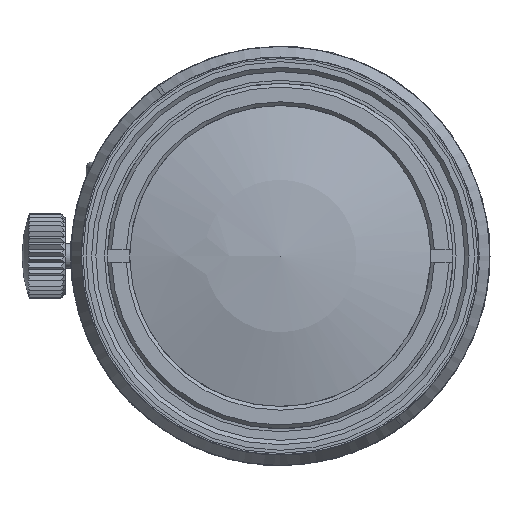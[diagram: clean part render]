
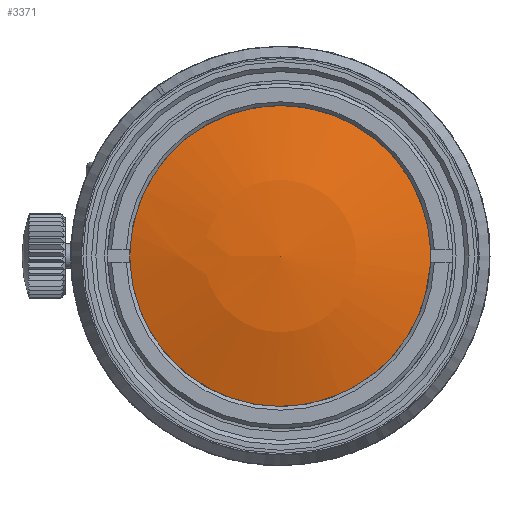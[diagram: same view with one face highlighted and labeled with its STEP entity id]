
A CAD part, left-side view. The second image highlights one B-rep face of the part: STEP entity #3371.
In plain terms, the highlighted spherical face has radius 40.05 mm.
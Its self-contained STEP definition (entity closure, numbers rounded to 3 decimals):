
#124=SPHERICAL_SURFACE('',#13036,40.05);
#466=FACE_OUTER_BOUND('',#4550,.T.);
#1743=B_SPLINE_CURVE_WITH_KNOTS('',3,(#19351,#19352,#19353,#19354,#19355,
#19356,#19357,#19358,#19359,#19360,#19361,#19362,#19363,#19364,#19365,#19366,
#19367,#19368),.UNSPECIFIED.,.T.,.F.,(2,2,2,2,2,2,2,2,2,2,2),(-0.125,0.,
0.125,0.25,0.375,0.5,0.625,0.75,0.875,1.,1.125),.UNSPECIFIED.);
#3371=ADVANCED_FACE('',(#466),#124,.T.);
#4550=EDGE_LOOP('',(#6907));
#6907=ORIENTED_EDGE('',*,*,#11031,.F.);
#9225=VERTEX_POINT('',#19369);
#11031=EDGE_CURVE('',#9225,#9225,#1743,.T.);
#13036=AXIS2_PLACEMENT_3D('',#19371,#15215,#15216);
#15215=DIRECTION('',(1.,0.,0.));
#15216=DIRECTION('',(0.,1.,0.));
#19351=CARTESIAN_POINT('',(-57.033,12.2,-3.194));
#19352=CARTESIAN_POINT('',(-57.033,12.2,3.194));
#19353=CARTESIAN_POINT('',(-57.033,10.885,6.368));
#19354=CARTESIAN_POINT('',(-57.033,6.368,10.885));
#19355=CARTESIAN_POINT('',(-57.033,3.194,12.2));
#19356=CARTESIAN_POINT('',(-57.033,-3.194,12.2));
#19357=CARTESIAN_POINT('',(-57.033,-6.368,10.885));
#19358=CARTESIAN_POINT('',(-57.033,-10.885,6.368));
#19359=CARTESIAN_POINT('',(-57.033,-12.2,3.194));
#19360=CARTESIAN_POINT('',(-57.033,-12.2,-3.194));
#19361=CARTESIAN_POINT('',(-57.033,-10.885,-6.368));
#19362=CARTESIAN_POINT('',(-57.033,-6.368,-10.885));
#19363=CARTESIAN_POINT('',(-57.033,-3.194,-12.2));
#19364=CARTESIAN_POINT('',(-57.033,3.194,-12.2));
#19365=CARTESIAN_POINT('',(-57.033,6.368,-10.885));
#19366=CARTESIAN_POINT('',(-57.033,10.885,-6.368));
#19367=CARTESIAN_POINT('',(-57.033,12.2,-3.194));
#19368=CARTESIAN_POINT('',(-57.033,12.2,3.194));
#19369=CARTESIAN_POINT('',(-57.033,12.2,0.));
#19371=CARTESIAN_POINT('',(-18.887,0.,0.));
